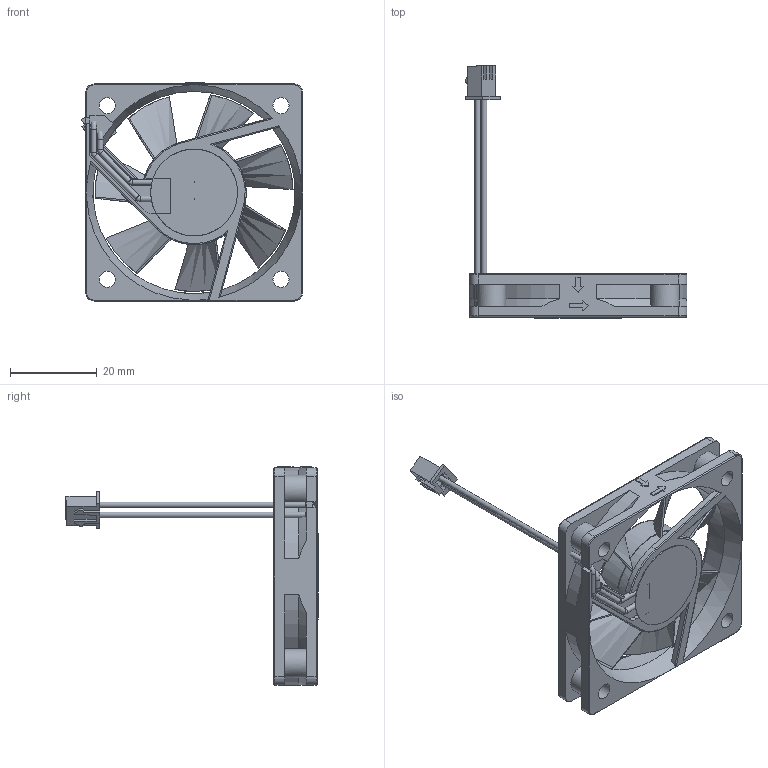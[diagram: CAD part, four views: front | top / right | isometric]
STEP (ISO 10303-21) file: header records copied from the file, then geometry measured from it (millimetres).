
FILE_DESCRIPTION (( 'STEP AP214' ), '1' );
FILE_NAME ('1075-Z1P-A.STEP', '2013-05-15T14:44:56', ( '3DAssist' ), ( '' ), 'SwSTEP 2.0', 'SolidWorks 2013', '' );
FILE_SCHEMA (( 'AUTOMOTIVE_DESIGN' ));
Length unit declared in the file: millimetre
Products named in the file (1): 1075-Z1P-A
Bounding box: 50.98 x 58.02 x 50.23 mm (x, y, z)
Volume: 10896.6 mm3; surface area: 11031.5 mm2
Topology: 4 solids, 4 shells, 319 faces, 886 edges, 575 vertices
Faces by surface type: plane 159, cylinder 83, bspline 49, torus 19, cone 9
Full cylindrical faces by diameter (mm): 1.29 x4, 1.3 x4, 3.7 x4, 5.5 x4, 20 x1, 23.5 x1, 46.55 x1
Entity records: 13326 total; most frequent: CARTESIAN_POINT 2949, ORIENTED_EDGE 1704, DIRECTION 1457, EDGE_CURVE 852, VERTEX_POINT 569, AXIS2_PLACEMENT_3D 499, VECTOR 459, LINE 459
